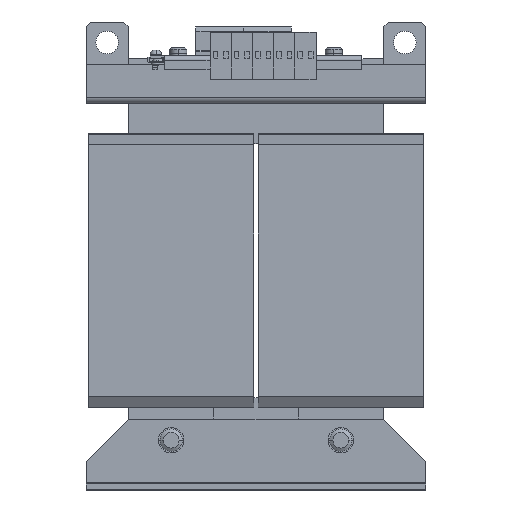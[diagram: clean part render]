
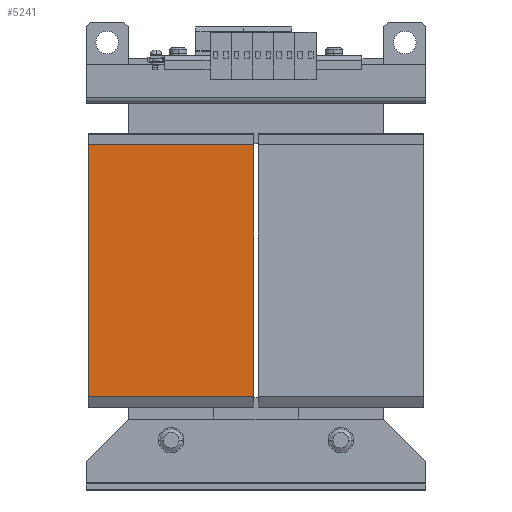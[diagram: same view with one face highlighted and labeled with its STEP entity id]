
A CAD part, top view. The second image highlights one B-rep face of the part: STEP entity #5241.
In plain terms, the highlighted planar face has unit normal (0, 0, 1).
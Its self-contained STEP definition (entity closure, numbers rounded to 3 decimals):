
#661 = ORIENTED_EDGE ( 'NONE', *, *, #20801, .T. ) ;
#1270 = VECTOR ( 'NONE', #28360, 1000. ) ;
#1478 = EDGE_CURVE ( 'Defeature ausgef�hrt2_40+Defeature ausgef�hrt2_28+Defeature ausgef�hrt2_27+Defeature ausgef�hrt2_29', #15283, #26822, #16445, .T. ) ;
#2858 = CARTESIAN_POINT ( 'NONE',  ( -1.5, 0., 66. ) ) ;
#4363 = EDGE_CURVE ( 'Defeature ausgef�hrt2_29+Defeature ausgef�hrt2_28+Defeature ausgef�hrt2_40+Defeature ausgef�hrt2_41', #26822, #9379, #11186, .T. ) ;
#5241 = ADVANCED_FACE ( 'Defeature ausgef�hrt2_28', ( #7945 ), #24637, .F. ) ;
#5483 = VECTOR ( 'NONE', #25097, 1000. ) ;
#5866 = DIRECTION ( 'NONE',  ( -1., 0., 0. ) ) ;
#7945 = FACE_OUTER_BOUND ( 'NONE', #26388, .T. ) ;
#8619 = CARTESIAN_POINT ( 'NONE',  ( -1.5, 89., 66. ) ) ;
#9379 = VERTEX_POINT ( 'NONE', #18337 ) ;
#9868 = CARTESIAN_POINT ( 'NONE',  ( -118.5, 89., 66. ) ) ;
#10755 = ORIENTED_EDGE ( 'NONE', *, *, #29816, .T. ) ;
#10973 = DIRECTION ( 'NONE',  ( 0., 0., -1. ) ) ;
#11186 = LINE ( 'NONE', #11555, #5483 ) ;
#11555 = CARTESIAN_POINT ( 'NONE',  ( -1.5, -89., 66. ) ) ;
#13431 = DIRECTION ( 'NONE',  ( -1., 0., 0. ) ) ;
#13464 = CARTESIAN_POINT ( 'NONE',  ( -1.5, -89., 66. ) ) ;
#13927 = LINE ( 'NONE', #26695, #28698 ) ;
#14098 = ORIENTED_EDGE ( 'NONE', *, *, #4363, .F. ) ;
#15283 = VERTEX_POINT ( 'NONE', #8619 ) ;
#15900 = AXIS2_PLACEMENT_3D ( 'NONE', #18020, #10973, #13431 ) ;
#15974 = VECTOR ( 'NONE', #18306, 1000. ) ;
#16445 = LINE ( 'NONE', #2858, #1270 ) ;
#18020 = CARTESIAN_POINT ( 'NONE',  ( -1.5, 0., 66. ) ) ;
#18306 = DIRECTION ( 'NONE',  ( 0., -1., 0. ) ) ;
#18337 = CARTESIAN_POINT ( 'NONE',  ( -118.5, -89., 66. ) ) ;
#18601 = CARTESIAN_POINT ( 'NONE',  ( -118.5, 0., 66. ) ) ;
#20077 = ORIENTED_EDGE ( 'NONE', *, *, #1478, .F. ) ;
#20801 = EDGE_CURVE ( 'Defeature ausgef�hrt2_28+Defeature ausgef�hrt2_27+Defeature ausgef�hrt2_40+Defeature ausgef�hrt2_41', #15283, #25144, #13927, .T. ) ;
#24637 = PLANE ( 'NONE',  #15900 ) ;
#25097 = DIRECTION ( 'NONE',  ( -1., 0., 0. ) ) ;
#25144 = VERTEX_POINT ( 'NONE', #9868 ) ;
#26388 = EDGE_LOOP ( 'NONE', ( #10755, #14098, #20077, #661 ) ) ;
#26695 = CARTESIAN_POINT ( 'NONE',  ( -1.5, 89., 66. ) ) ;
#26822 = VERTEX_POINT ( 'NONE', #13464 ) ;
#28360 = DIRECTION ( 'NONE',  ( 0., -1., 0. ) ) ;
#28698 = VECTOR ( 'NONE', #5866, 1000. ) ;
#28920 = LINE ( 'NONE', #18601, #15974 ) ;
#29816 = EDGE_CURVE ( 'Defeature ausgef�hrt2_28+Defeature ausgef�hrt2_41+Defeature ausgef�hrt2_27+Defeature ausgef�hrt2_29', #25144, #9379, #28920, .T. ) ;
